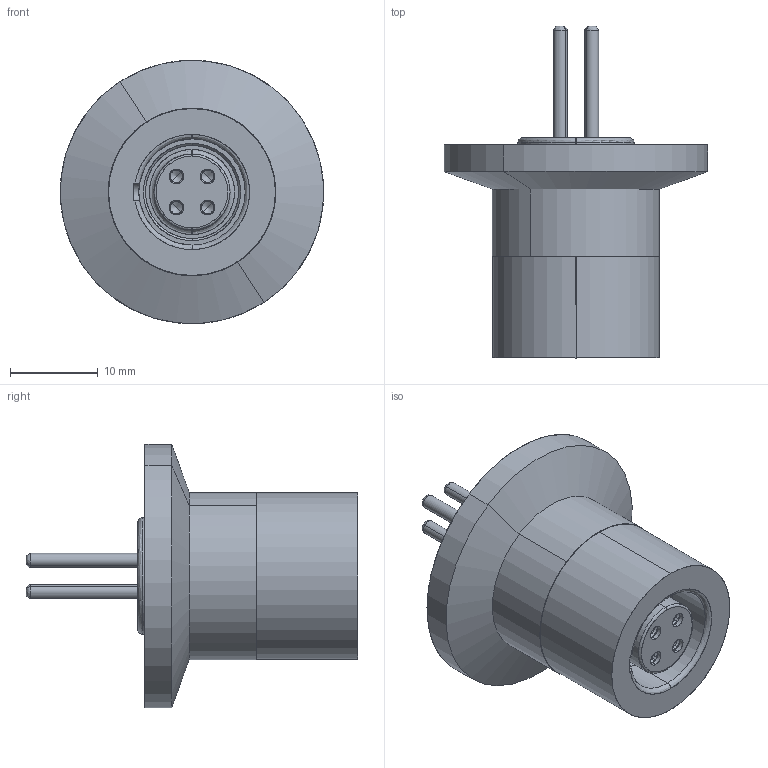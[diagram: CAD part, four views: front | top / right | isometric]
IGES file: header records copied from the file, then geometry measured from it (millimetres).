
Start section: SolidWorks IGES file using analytic representation for surfaces
Global section: file name: 23653-01-KF.IGS; native system: SolidWorks 2016; preprocessor: SolidWorks 2016; author: lee sanders; date: 180424.100420; units: inch
Bounding box: 29.97 x 37.74 x 29.97 mm (x, y, z)
Surface area: 8151.9 mm2 (no closed solid volume)
Topology: 0 solids, 0 shells, 206 faces, 3112 edges, 3104 vertices
Faces by surface type: revolution 118, bspline 88
